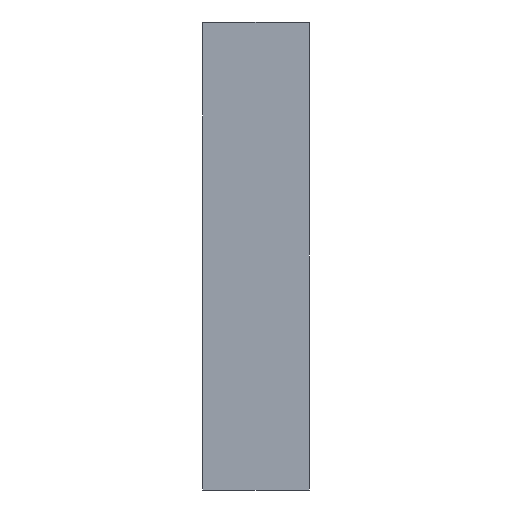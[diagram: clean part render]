
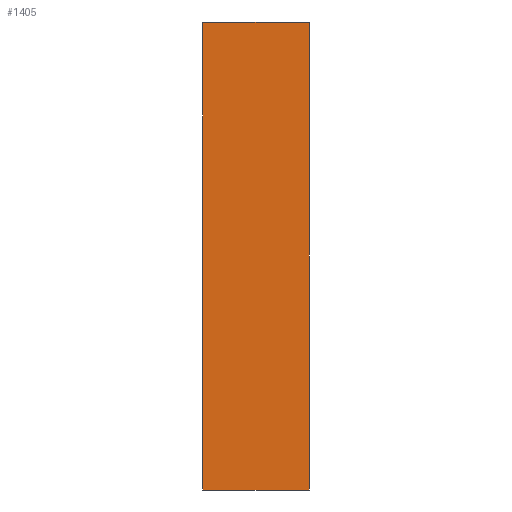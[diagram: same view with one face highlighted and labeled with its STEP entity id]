
A CAD part, left-side view. The second image highlights one B-rep face of the part: STEP entity #1405.
In plain terms, the highlighted planar face has unit normal (-1, 0, 0).
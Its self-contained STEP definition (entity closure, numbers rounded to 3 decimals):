
#45=PLANE('',#1578);
#147=FACE_OUTER_BOUND('',#226,.T.);
#226=EDGE_LOOP('',(#1249,#1250,#1251,#1252));
#338=LINE('',#2212,#470);
#378=LINE('',#2316,#510);
#431=LINE('',#2421,#563);
#432=LINE('',#2423,#564);
#470=VECTOR('',#1813,10.);
#510=VECTOR('',#1903,10.);
#563=VECTOR('',#2008,10.);
#564=VECTOR('',#2011,10.);
#626=VERTEX_POINT('',#2210);
#627=VERTEX_POINT('',#2211);
#666=VERTEX_POINT('',#2314);
#692=VERTEX_POINT('',#2419);
#790=EDGE_CURVE('',#626,#627,#338,.T.);
#842=EDGE_CURVE('',#666,#626,#378,.T.);
#895=EDGE_CURVE('',#692,#627,#431,.T.);
#896=EDGE_CURVE('',#666,#692,#432,.T.);
#1249=ORIENTED_EDGE('',*,*,#896,.T.);
#1250=ORIENTED_EDGE('',*,*,#895,.T.);
#1251=ORIENTED_EDGE('',*,*,#790,.F.);
#1252=ORIENTED_EDGE('',*,*,#842,.F.);
#1405=ADVANCED_FACE('',(#147),#45,.T.);
#1578=AXIS2_PLACEMENT_3D('',#2422,#2009,#2010);
#1813=DIRECTION('',(0.,0.,1.));
#1903=DIRECTION('',(0.,1.,0.));
#2008=DIRECTION('',(0.,1.,0.));
#2009=DIRECTION('center_axis',(-1.,0.,0.));
#2010=DIRECTION('ref_axis',(0.,0.,1.));
#2011=DIRECTION('',(0.,0.,1.));
#2210=CARTESIAN_POINT('',(-6.,5.,-11.));
#2211=CARTESIAN_POINT('',(-6.,5.,11.));
#2212=CARTESIAN_POINT('',(-6.,5.,-11.));
#2314=CARTESIAN_POINT('',(-6.,0.,-11.));
#2316=CARTESIAN_POINT('',(-6.,0.,-11.));
#2419=CARTESIAN_POINT('',(-6.,0.,11.));
#2421=CARTESIAN_POINT('',(-6.,0.,11.));
#2422=CARTESIAN_POINT('Origin',(-6.,0.,-11.));
#2423=CARTESIAN_POINT('',(-6.,0.,-11.));
